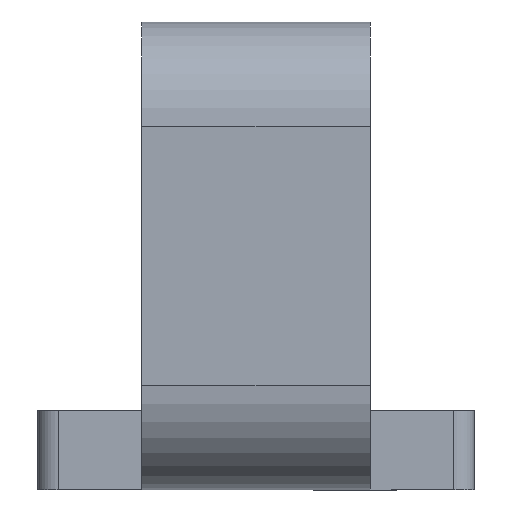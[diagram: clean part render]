
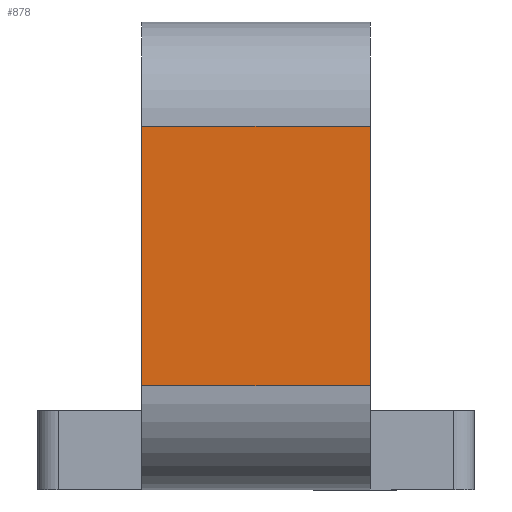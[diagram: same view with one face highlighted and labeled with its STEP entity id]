
A CAD part, left-side view. The second image highlights one B-rep face of the part: STEP entity #878.
In plain terms, the highlighted planar face has unit normal (-1, 0, 0).
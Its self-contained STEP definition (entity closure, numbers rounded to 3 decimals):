
#357 = VERTEX_POINT('',#358);
#358 = CARTESIAN_POINT('',(-1.95,0.55,0.5));
#365 = EDGE_CURVE('',#366,#357,#368,.T.);
#366 = VERTEX_POINT('',#367);
#367 = CARTESIAN_POINT('',(-1.95,0.55,1.75));
#368 = LINE('',#369,#370);
#369 = CARTESIAN_POINT('',(-1.95,0.55,1.75));
#370 = VECTOR('',#371,1.);
#371 = DIRECTION('',(0.,0.,-1.));
#490 = EDGE_CURVE('',#357,#491,#493,.T.);
#491 = VERTEX_POINT('',#492);
#492 = CARTESIAN_POINT('',(-1.95,-0.55,0.5));
#493 = LINE('',#494,#495);
#494 = CARTESIAN_POINT('',(-1.95,0.55,0.5));
#495 = VECTOR('',#496,1.);
#496 = DIRECTION('',(0.,-1.,0.));
#859 = VERTEX_POINT('',#860);
#860 = CARTESIAN_POINT('',(-1.95,-0.55,1.75));
#867 = EDGE_CURVE('',#366,#859,#868,.T.);
#868 = LINE('',#869,#870);
#869 = CARTESIAN_POINT('',(-1.95,0.55,1.75));
#870 = VECTOR('',#871,1.);
#871 = DIRECTION('',(0.,-1.,0.));
#878 = ADVANCED_FACE('',(#879),#890,.F.);
#879 = FACE_BOUND('',#880,.F.);
#880 = EDGE_LOOP('',(#881,#882,#888,#889));
#881 = ORIENTED_EDGE('',*,*,#867,.T.);
#882 = ORIENTED_EDGE('',*,*,#883,.T.);
#883 = EDGE_CURVE('',#859,#491,#884,.T.);
#884 = LINE('',#885,#886);
#885 = CARTESIAN_POINT('',(-1.95,-0.55,1.75));
#886 = VECTOR('',#887,1.);
#887 = DIRECTION('',(0.,0.,-1.));
#888 = ORIENTED_EDGE('',*,*,#490,.F.);
#889 = ORIENTED_EDGE('',*,*,#365,.F.);
#890 = PLANE('',#891);
#891 = AXIS2_PLACEMENT_3D('',#892,#893,#894);
#892 = CARTESIAN_POINT('',(-1.95,0.55,1.75));
#893 = DIRECTION('',(1.,0.,0.));
#894 = DIRECTION('',(0.,0.,-1.));
